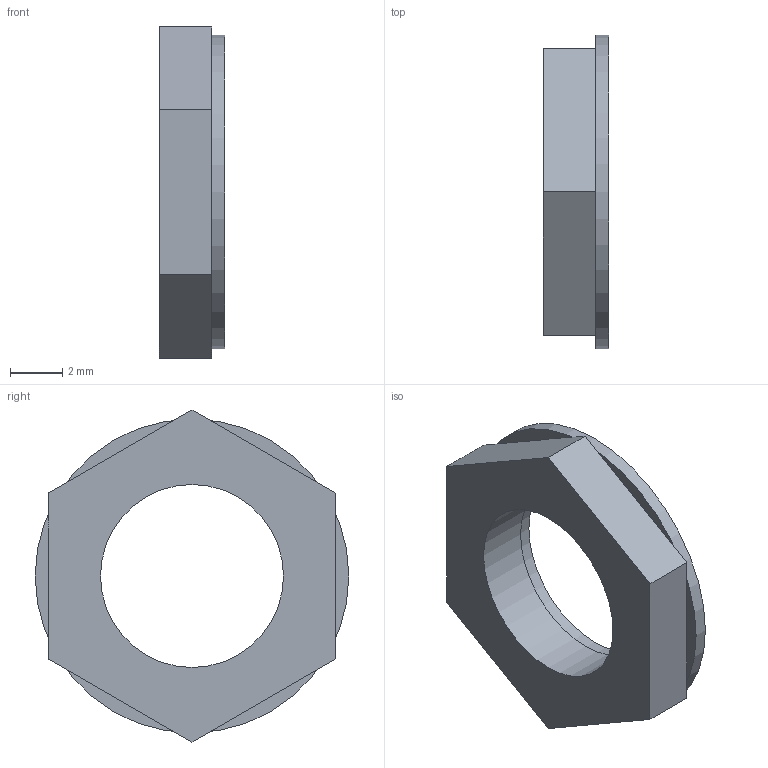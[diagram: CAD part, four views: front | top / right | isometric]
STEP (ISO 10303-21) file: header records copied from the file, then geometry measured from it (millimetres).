
FILE_DESCRIPTION(/* description */ (''),/* implementation_level */ '2;1');
FILE_NAME(/* name */ 'SW_ALPS_SRBM131300_Part2.stp',/* time_stamp */ '2017-05-09T16:23:27+02:00',/* author */ ('jchouvet'),/* organization */ (''),/* preprocessor_version */ 'ST-DEVELOPER v16.1',/* originating_system */ 'AutoCAD Mechanical',/* authorisation */ '');
FILE_SCHEMA (('AUTOMOTIVE_DESIGN { 1 0 10303 214 3 1 1 }'));
Length unit declared in the file: millimetre
Products named in the file (1): Product
Bounding box: 2.5 x 12 x 12.7 mm (x, y, z)
Volume: 169.4 mm3; surface area: 429.8 mm2
Topology: 2 solids, 2 shells, 13 faces, 27 edges, 18 vertices
Faces by surface type: plane 10, cylinder 3
Full cylindrical faces by diameter (mm): 7 x1, 7.1 x1, 12 x1
Entity records: 371 total; most frequent: DIRECTION 58, CARTESIAN_POINT 56, ORIENTED_EDGE 48, EDGE_CURVE 24, EDGE_LOOP 20, AXIS2_PLACEMENT_3D 20, LINE 18, VECTOR 18
